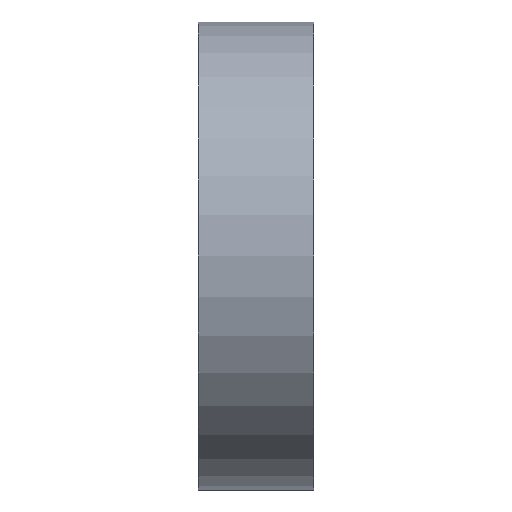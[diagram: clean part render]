
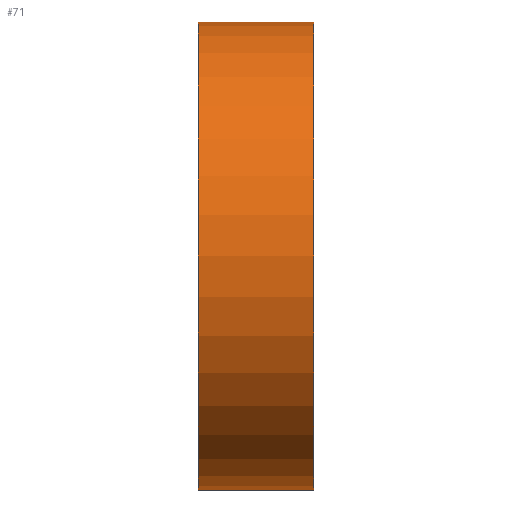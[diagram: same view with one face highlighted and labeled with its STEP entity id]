
A CAD part, left-side view. The second image highlights one B-rep face of the part: STEP entity #71.
In plain terms, the highlighted cylindrical face has radius 7.938 mm (diameter 15.875 mm), a partial arc.
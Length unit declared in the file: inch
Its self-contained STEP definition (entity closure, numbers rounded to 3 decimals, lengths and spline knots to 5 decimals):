
#71 = ADVANCED_FACE ( 'NONE', ( #254 ), #233, .T. ) ;
#74 = CIRCLE ( 'NONE', #292, 0.3125 ) ;
#90 = ORIENTED_EDGE ( 'NONE', *, *, #571, .T. ) ;
#93 = DIRECTION ( 'NONE',  ( 0., -1., 0. ) ) ;
#102 = CARTESIAN_POINT ( 'NONE',  ( 0., 0.154, 0. ) ) ;
#142 = CARTESIAN_POINT ( 'NONE',  ( 0., 0., 0.3125 ) ) ;
#144 = CIRCLE ( 'NONE', #360, 0.3125 ) ;
#161 = EDGE_CURVE ( 'NONE', #339, #430, #144, .T. ) ;
#164 = ORIENTED_EDGE ( 'NONE', *, *, #161, .F. ) ;
#169 = CARTESIAN_POINT ( 'NONE',  ( 0., 0.154, 0.3125 ) ) ;
#171 = DIRECTION ( 'NONE',  ( 0., 0., 1. ) ) ;
#175 = DIRECTION ( 'NONE',  ( 0., 1., 0. ) ) ;
#178 = CARTESIAN_POINT ( 'NONE',  ( 0., 0., 0. ) ) ;
#200 = CARTESIAN_POINT ( 'NONE',  ( 0., 0.154, -0.3125 ) ) ;
#208 = DIRECTION ( 'NONE',  ( 0., 0., -1. ) ) ;
#233 = CYLINDRICAL_SURFACE ( 'NONE', #400, 0.3125 ) ;
#254 = FACE_OUTER_BOUND ( 'NONE', #477, .T. ) ;
#270 = CARTESIAN_POINT ( 'NONE',  ( 0., 0., -0.3125 ) ) ;
#292 = AXIS2_PLACEMENT_3D ( 'NONE', #178, #175, #171 ) ;
#295 = VERTEX_POINT ( 'NONE', #270 ) ;
#339 = VERTEX_POINT ( 'NONE', #200 ) ;
#344 = DIRECTION ( 'NONE',  ( 0., -1., 0. ) ) ;
#349 = DIRECTION ( 'NONE',  ( 0., 0., 1. ) ) ;
#350 = DIRECTION ( 'NONE',  ( 0., 1., 0. ) ) ;
#352 = CARTESIAN_POINT ( 'NONE',  ( 0., 0.154, 0. ) ) ;
#358 = EDGE_CURVE ( 'NONE', #295, #403, #74, .T. ) ;
#360 = AXIS2_PLACEMENT_3D ( 'NONE', #352, #350, #349 ) ;
#384 = CARTESIAN_POINT ( 'NONE',  ( 0., 0.154, 0.3125 ) ) ;
#400 = AXIS2_PLACEMENT_3D ( 'NONE', #102, #93, #208 ) ;
#403 = VERTEX_POINT ( 'NONE', #142 ) ;
#404 = ORIENTED_EDGE ( 'NONE', *, *, #552, .F. ) ;
#408 = VECTOR ( 'NONE', #344, 39.37008 ) ;
#414 = CARTESIAN_POINT ( 'NONE',  ( 0., 0.154, -0.3125 ) ) ;
#418 = VECTOR ( 'NONE', #434, 39.37008 ) ;
#421 = ORIENTED_EDGE ( 'NONE', *, *, #358, .T. ) ;
#425 = LINE ( 'NONE', #414, #408 ) ;
#430 = VERTEX_POINT ( 'NONE', #169 ) ;
#434 = DIRECTION ( 'NONE',  ( 0., -1., 0. ) ) ;
#437 = LINE ( 'NONE', #384, #418 ) ;
#477 = EDGE_LOOP ( 'NONE', ( #404, #164, #90, #421 ) ) ;
#552 = EDGE_CURVE ( 'NONE', #430, #403, #437, .T. ) ;
#571 = EDGE_CURVE ( 'NONE', #339, #295, #425, .T. ) ;
